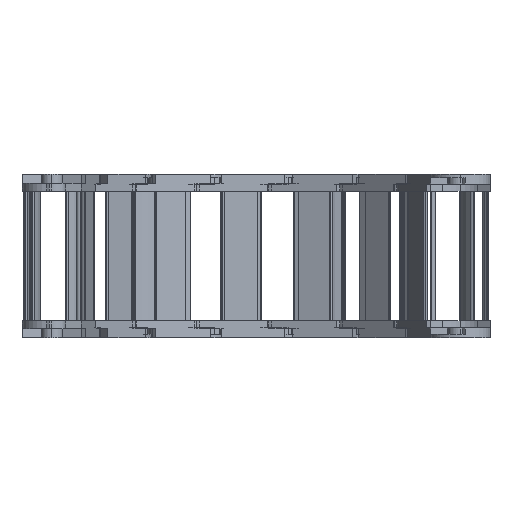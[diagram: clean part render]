
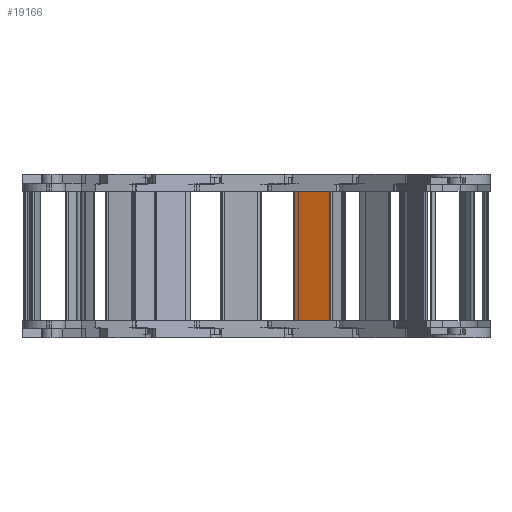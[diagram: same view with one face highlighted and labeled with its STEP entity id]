
A CAD part, left-side view. The second image highlights one B-rep face of the part: STEP entity #19166.
In plain terms, the highlighted planar face has unit normal (-0.949, 0.315, 0).
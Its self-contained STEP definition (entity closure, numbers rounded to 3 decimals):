
#544 = DIRECTION ( 'NONE',  ( 0.949, -0.315, 0. ) ) ;
#3625 = CARTESIAN_POINT ( 'NONE',  ( 65.484, 64.042, 25. ) ) ;
#4275 = CARTESIAN_POINT ( 'NONE',  ( 65.484, 64.042, 25. ) ) ;
#9780 = ORIENTED_EDGE ( 'NONE', *, *, #19761, .F. ) ;
#10800 = LINE ( 'NONE', #75061, #59521 ) ;
#10972 = VECTOR ( 'NONE', #52533, 1000. ) ;
#11179 = VERTEX_POINT ( 'NONE', #27569 ) ;
#11184 = DIRECTION ( 'NONE',  ( 0., 0., 1. ) ) ;
#12593 = DIRECTION ( 'NONE',  ( 0., 0., -1. ) ) ;
#16332 = LINE ( 'NONE', #4275, #10972 ) ;
#16516 = ORIENTED_EDGE ( 'NONE', *, *, #40944, .F. ) ;
#17053 = CARTESIAN_POINT ( 'NONE',  ( 60.859, 50.088, 25. ) ) ;
#18203 = LINE ( 'NONE', #17053, #30357 ) ;
#19166 = ADVANCED_FACE ( 'NONE', ( #24314 ), #30878, .F. ) ;
#19761 = EDGE_CURVE ( 'NONE', #23449, #11179, #16332, .T. ) ;
#20233 = EDGE_CURVE ( 'NONE', #72407, #57445, #10800, .T. ) ;
#23449 = VERTEX_POINT ( 'NONE', #3625 ) ;
#24314 = FACE_OUTER_BOUND ( 'NONE', #32777, .T. ) ;
#27569 = CARTESIAN_POINT ( 'NONE',  ( 60.859, 50.088, 25. ) ) ;
#30357 = VECTOR ( 'NONE', #65295, 1000. ) ;
#30878 = PLANE ( 'NONE',  #40874 ) ;
#31258 = CARTESIAN_POINT ( 'NONE',  ( 65.484, 64.042, 25. ) ) ;
#32078 = VECTOR ( 'NONE', #11184, 1000. ) ;
#32777 = EDGE_LOOP ( 'NONE', ( #74863, #9780, #16516, #33829 ) ) ;
#33829 = ORIENTED_EDGE ( 'NONE', *, *, #20233, .F. ) ;
#40874 = AXIS2_PLACEMENT_3D ( 'NONE', #31258, #544, #12593 ) ;
#40944 = EDGE_CURVE ( 'NONE', #57445, #23449, #60219, .T. ) ;
#52533 = DIRECTION ( 'NONE',  ( -0.315, -0.949, 0. ) ) ;
#57445 = VERTEX_POINT ( 'NONE', #70082 ) ;
#59521 = VECTOR ( 'NONE', #63333, 1000. ) ;
#60219 = LINE ( 'NONE', #64515, #32078 ) ;
#61182 = EDGE_CURVE ( 'NONE', #11179, #72407, #18203, .T. ) ;
#62647 = CARTESIAN_POINT ( 'NONE',  ( 60.859, 50.088, -25. ) ) ;
#63333 = DIRECTION ( 'NONE',  ( 0.315, 0.949, 0. ) ) ;
#64515 = CARTESIAN_POINT ( 'NONE',  ( 65.484, 64.042, 25. ) ) ;
#65295 = DIRECTION ( 'NONE',  ( 0., 0., -1. ) ) ;
#70082 = CARTESIAN_POINT ( 'NONE',  ( 65.484, 64.042, -25. ) ) ;
#72407 = VERTEX_POINT ( 'NONE', #62647 ) ;
#74863 = ORIENTED_EDGE ( 'NONE', *, *, #61182, .F. ) ;
#75061 = CARTESIAN_POINT ( 'NONE',  ( 65.484, 64.042, -25. ) ) ;
